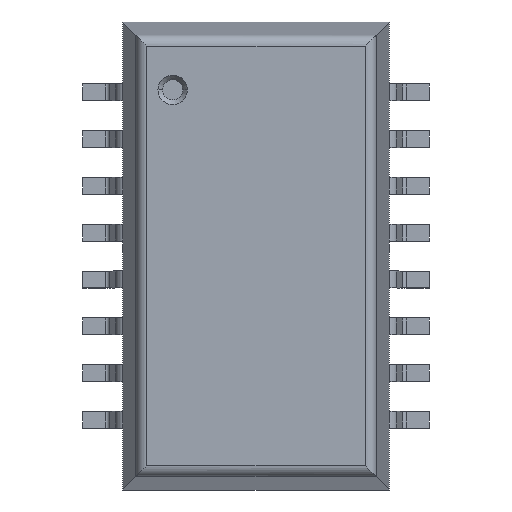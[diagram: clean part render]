
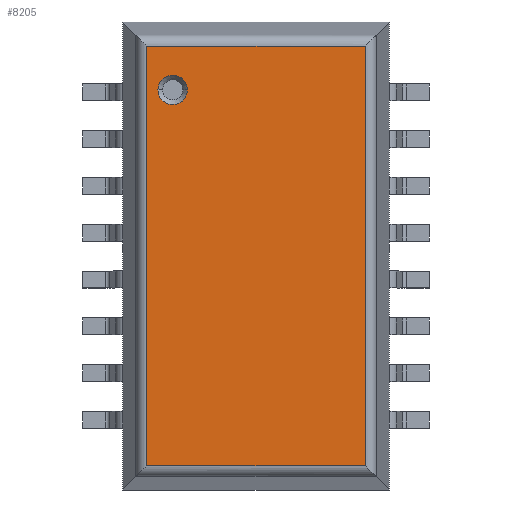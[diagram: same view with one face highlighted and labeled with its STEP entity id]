
A CAD part, top view. The second image highlights one B-rep face of the part: STEP entity #8205.
In plain terms, the highlighted planar face has unit normal (0, 0, 1).
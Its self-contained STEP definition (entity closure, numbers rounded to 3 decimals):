
#638 = CARTESIAN_POINT ( 'NONE',  ( -2.262, 4.503, 5.1 ) ) ;
#716 = LINE ( 'NONE', #1946, #4394 ) ;
#904 = CARTESIAN_POINT ( 'NONE',  ( -2.962, 5.692, 5.1 ) ) ;
#1074 = DIRECTION ( 'NONE',  ( 0., 0., 1. ) ) ;
#1087 = PLANE ( 'NONE',  #6384 ) ;
#1291 = ORIENTED_EDGE ( 'NONE', *, *, #5214, .F. ) ;
#1348 = DIRECTION ( 'NONE',  ( 1., 0., 0. ) ) ;
#1361 = VECTOR ( 'NONE', #7441, 1000. ) ;
#1420 = EDGE_CURVE ( 'NONE', #6597, #6659, #4259, .T. ) ;
#1490 = VERTEX_POINT ( 'NONE', #8829 ) ;
#1511 = EDGE_CURVE ( 'NONE', #6659, #2784, #6506, .T. ) ;
#1580 = ORIENTED_EDGE ( 'NONE', *, *, #3251, .F. ) ;
#1946 = CARTESIAN_POINT ( 'NONE',  ( -2.962, -5.955, 5.1 ) ) ;
#2240 = ORIENTED_EDGE ( 'NONE', *, *, #7655, .T. ) ;
#2624 = CARTESIAN_POINT ( 'NONE',  ( -3.225, 5.692, 5.1 ) ) ;
#2661 = CARTESIAN_POINT ( 'NONE',  ( 2.962, 5.955, 5.1 ) ) ;
#2773 = AXIS2_PLACEMENT_3D ( 'NONE', #5197, #1074, #5894 ) ;
#2784 = VERTEX_POINT ( 'NONE', #4186 ) ;
#3201 = EDGE_LOOP ( 'NONE', ( #1580, #1291 ) ) ;
#3251 = EDGE_CURVE ( 'NONE', #7723, #1490, #6811, .T. ) ;
#3862 = CARTESIAN_POINT ( 'NONE',  ( 3.62, -6.35, 5.1 ) ) ;
#3993 = AXIS2_PLACEMENT_3D ( 'NONE', #638, #5481, #1348 ) ;
#4061 = VECTOR ( 'NONE', #6594, 1000. ) ;
#4083 = CARTESIAN_POINT ( 'NONE',  ( -1.862, 4.503, 5.1 ) ) ;
#4186 = CARTESIAN_POINT ( 'NONE',  ( 2.962, 5.692, 5.1 ) ) ;
#4259 = LINE ( 'NONE', #8628, #4061 ) ;
#4394 = VECTOR ( 'NONE', #6756, 1000. ) ;
#4559 = DIRECTION ( 'NONE',  ( 1., 0., 0. ) ) ;
#4982 = CARTESIAN_POINT ( 'NONE',  ( -2.962, -5.692, 5.1 ) ) ;
#5197 = CARTESIAN_POINT ( 'NONE',  ( -2.262, 4.503, 5.1 ) ) ;
#5214 = EDGE_CURVE ( 'NONE', #1490, #7723, #7887, .T. ) ;
#5481 = DIRECTION ( 'NONE',  ( 0., 0., 1. ) ) ;
#5894 = DIRECTION ( 'NONE',  ( 1., 0., 0. ) ) ;
#6006 = FACE_OUTER_BOUND ( 'NONE', #8547, .T. ) ;
#6093 = DIRECTION ( 'NONE',  ( 0., 1., 0. ) ) ;
#6299 = VECTOR ( 'NONE', #6093, 1000. ) ;
#6384 = AXIS2_PLACEMENT_3D ( 'NONE', #3862, #8663, #4559 ) ;
#6394 = CARTESIAN_POINT ( 'NONE',  ( 2.962, -5.692, 5.1 ) ) ;
#6506 = LINE ( 'NONE', #2661, #6299 ) ;
#6594 = DIRECTION ( 'NONE',  ( 1., 0., 0. ) ) ;
#6597 = VERTEX_POINT ( 'NONE', #4982 ) ;
#6640 = LINE ( 'NONE', #2624, #1361 ) ;
#6659 = VERTEX_POINT ( 'NONE', #6394 ) ;
#6756 = DIRECTION ( 'NONE',  ( 0., -1., 0. ) ) ;
#6811 = CIRCLE ( 'NONE', #3993, 0.4 ) ;
#7441 = DIRECTION ( 'NONE',  ( -1., 0., 0. ) ) ;
#7585 = ORIENTED_EDGE ( 'NONE', *, *, #8289, .T. ) ;
#7655 = EDGE_CURVE ( 'NONE', #8061, #6597, #716, .T. ) ;
#7723 = VERTEX_POINT ( 'NONE', #4083 ) ;
#7887 = CIRCLE ( 'NONE', #2773, 0.4 ) ;
#8046 = FACE_BOUND ( 'NONE', #3201, .T. ) ;
#8061 = VERTEX_POINT ( 'NONE', #904 ) ;
#8205 = ADVANCED_FACE ( 'NONE', ( #6006, #8046 ), #1087, .T. ) ;
#8289 = EDGE_CURVE ( 'NONE', #2784, #8061, #6640, .T. ) ;
#8441 = ORIENTED_EDGE ( 'NONE', *, *, #1420, .T. ) ;
#8539 = ORIENTED_EDGE ( 'NONE', *, *, #1511, .T. ) ;
#8547 = EDGE_LOOP ( 'NONE', ( #8539, #7585, #2240, #8441 ) ) ;
#8628 = CARTESIAN_POINT ( 'NONE',  ( 3.225, -5.692, 5.1 ) ) ;
#8663 = DIRECTION ( 'NONE',  ( 0., 0., 1. ) ) ;
#8829 = CARTESIAN_POINT ( 'NONE',  ( -2.662, 4.503, 5.1 ) ) ;
